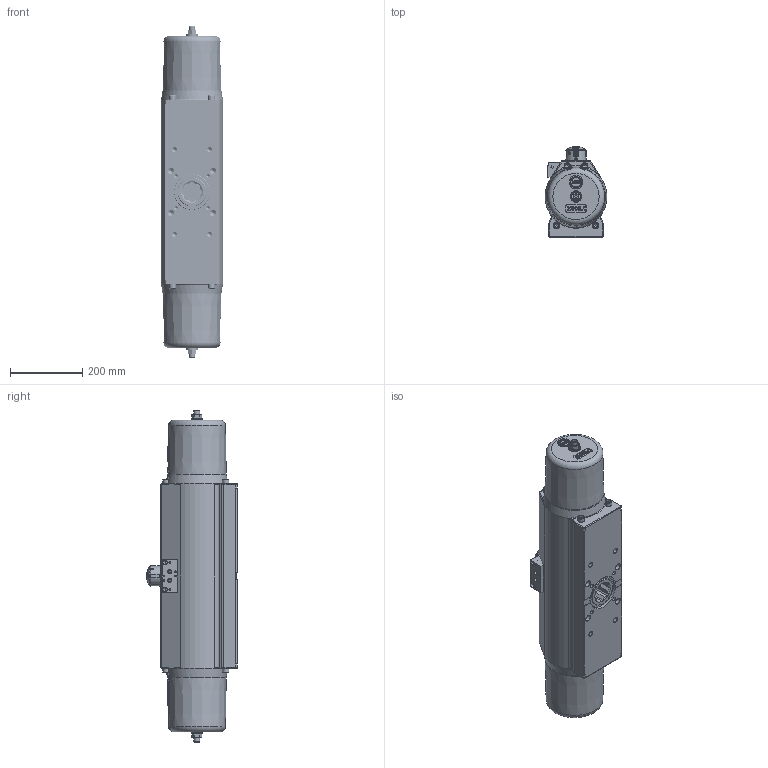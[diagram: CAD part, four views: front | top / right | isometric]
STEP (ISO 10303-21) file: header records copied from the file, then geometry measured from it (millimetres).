
FILE_DESCRIPTION(/* description */ (''),/* implementation_level */ '2;1');
FILE_NAME(/* name */ 'EB16_1 - SYS F12_F16.stp',/* time_stamp */ '2017-11-22T09:05:56+01:00',/* author */ ('Brumpreuksch'),/* organization */ (''),/* preprocessor_version */ 'ST-DEVELOPER v16.5',/* originating_system */ 'Autodesk Inventor 2017',/* authorisation */ '');
FILE_SCHEMA (('AUTOMOTIVE_DESIGN { 1 0 10303 214 3 1 1 }'));
Products named in the file (1): EB16_1 - SYS F12_F16
Bounding box: 171.69 x 251 x 921 mm (x, y, z)
Volume: 12534204.8 mm3; surface area: 2429796.8 mm2
Topology: 1 solids, 75 shells, 3054 faces, 7699 edges, 4834 vertices
Faces by surface type: plane 1125, cylinder 751, bspline 475, cone 285, torus 283, sphere 135
Full cylindrical faces by diameter (mm): 2 x10, 2.5 x2, 3 x6, 3.5 x24, 4 x16, 4.134 x8, 4.2 x1, 4.917 x5, 5.5 x1, 6 x2, 6.6 x2, 7 x3, 8 x2, 8.376 x2, 9.4 x2, 10 x5, 10.106 x14, 11 x2, 11.445 x2, 12 x8, 13 x8, 13.835 x4, 16 x18, 16.5 x1, 17.294 x4, 18 x8, 19 x1, 20 x5, 21 x3, 25 x2
Entity records: 122283 total; most frequent: CARTESIAN_POINT 51418, ORIENTED_EDGE 13940, DIRECTION 13620, EDGE_CURVE 6964, AXIS2_PLACEMENT_3D 5520, VERTEX_POINT 4592, EDGE_LOOP 3812, FACE_OUTER_BOUND 3051
